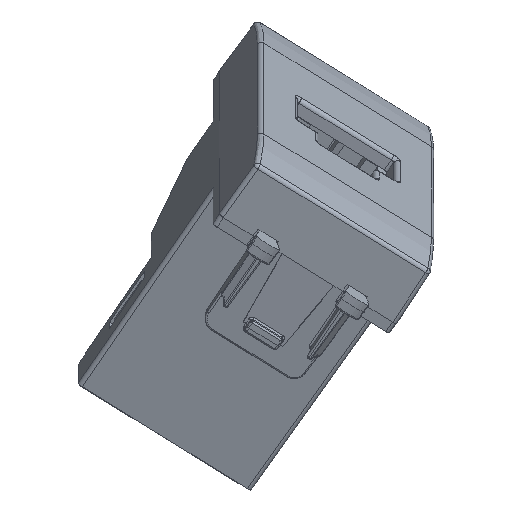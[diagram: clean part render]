
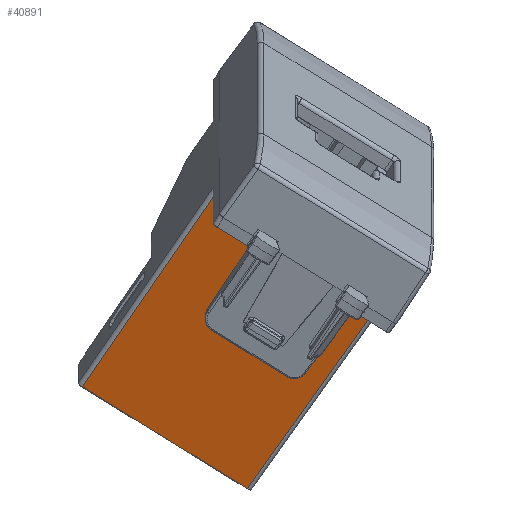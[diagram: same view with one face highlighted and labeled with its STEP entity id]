
A CAD part, front view. The second image highlights one B-rep face of the part: STEP entity #40891.
In plain terms, the highlighted face is planar.
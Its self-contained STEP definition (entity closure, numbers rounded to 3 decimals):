
#39890=CARTESIAN_POINT('Vertex',(11.399,9.54,6.877)) ;
#39896=CARTESIAN_POINT('Control Point',(11.399,9.54,6.877)) ;
#39897=CARTESIAN_POINT('Control Point',(11.359,9.6,0.)) ;
#39898=CARTESIAN_POINT('Vertex',(11.359,9.6,0.)) ;
#39935=CARTESIAN_POINT('Vertex',(11.4,9.34,7.075)) ;
#39939=CARTESIAN_POINT('Control Point',(11.4,9.34,7.075)) ;
#39940=CARTESIAN_POINT('Control Point',(11.4,9.418,7.075)) ;
#39941=CARTESIAN_POINT('Control Point',(11.4,9.497,7.034)) ;
#39942=CARTESIAN_POINT('Control Point',(11.399,9.539,6.955)) ;
#39943=CARTESIAN_POINT('Control Point',(11.399,9.54,6.877)) ;
#40472=CARTESIAN_POINT('Vertex',(11.359,-9.6,0.)) ;
#40476=CARTESIAN_POINT('Control Point',(11.399,-9.54,6.877)) ;
#40477=CARTESIAN_POINT('Control Point',(11.359,-9.6,0.)) ;
#40478=CARTESIAN_POINT('Vertex',(11.399,-9.54,6.877)) ;
#40506=CARTESIAN_POINT('Control Point',(11.4,-9.34,7.075)) ;
#40507=CARTESIAN_POINT('Control Point',(11.4,-9.418,7.075)) ;
#40508=CARTESIAN_POINT('Control Point',(11.4,-9.497,7.034)) ;
#40509=CARTESIAN_POINT('Control Point',(11.399,-9.539,6.955)) ;
#40510=CARTESIAN_POINT('Control Point',(11.399,-9.54,6.877)) ;
#40511=CARTESIAN_POINT('Vertex',(11.4,-9.34,7.075)) ;
#40592=CARTESIAN_POINT('Line Origine',(11.4,0.,7.075)) ;
#40811=CARTESIAN_POINT('Line Origine',(11.301,-10.526,-10.024)) ;
#40815=CARTESIAN_POINT('Vertex',(11.359,-10.614,0.)) ;
#40817=CARTESIAN_POINT('Vertex',(11.207,-10.386,-26.125)) ;
#40850=CARTESIAN_POINT('Axis2P3D Location',(11.4,0.,7.075)) ;
#40855=CARTESIAN_POINT('Line Origine',(11.283,10.5,-13.063)) ;
#40859=CARTESIAN_POINT('Vertex',(11.359,10.614,0.)) ;
#40861=CARTESIAN_POINT('Vertex',(11.207,10.386,-26.125)) ;
#40864=CARTESIAN_POINT('Line Origine',(11.359,10.107,0.)) ;
#40869=CARTESIAN_POINT('Line Origine',(11.359,-10.107,0.)) ;
#40874=CARTESIAN_POINT('Line Origine',(11.207,0.,-26.125)) ;
#40593=DIRECTION('Vector Direction',(0.,1.,0.)) ;
#40812=DIRECTION('Vector Direction',(-0.006,0.009,-1.)) ;
#40851=DIRECTION('Axis2P3D Direction',(1.,0.,-0.006)) ;
#40852=DIRECTION('Axis2P3D XDirection',(-0.006,0.,-1.)) ;
#40856=DIRECTION('Vector Direction',(-0.006,-0.009,-1.)) ;
#40865=DIRECTION('Vector Direction',(0.,-1.,0.)) ;
#40870=DIRECTION('Vector Direction',(0.,1.,0.)) ;
#40875=DIRECTION('Vector Direction',(0.,-1.,0.)) ;
#40853=AXIS2_PLACEMENT_3D('Plane Axis2P3D',#40850,#40851,#40852) ;
#40880=ORIENTED_EDGE('',*,*,#40863,.F.) ;
#40881=ORIENTED_EDGE('',*,*,#40868,.T.) ;
#40882=ORIENTED_EDGE('',*,*,#39900,.F.) ;
#40883=ORIENTED_EDGE('',*,*,#39944,.T.) ;
#40884=ORIENTED_EDGE('',*,*,#40596,.F.) ;
#40885=ORIENTED_EDGE('',*,*,#40513,.T.) ;
#40886=ORIENTED_EDGE('',*,*,#40480,.T.) ;
#40887=ORIENTED_EDGE('',*,*,#40873,.F.) ;
#40888=ORIENTED_EDGE('',*,*,#40819,.T.) ;
#40889=ORIENTED_EDGE('',*,*,#40878,.F.) ;
#40594=VECTOR('Line Direction',#40593,1.) ;
#40813=VECTOR('Line Direction',#40812,1.) ;
#40857=VECTOR('Line Direction',#40856,1.) ;
#40866=VECTOR('Line Direction',#40865,1.) ;
#40871=VECTOR('Line Direction',#40870,1.) ;
#40876=VECTOR('Line Direction',#40875,1.) ;
#40891=ADVANCED_FACE('PartBody',(#40890),#40854,.T.) ;
#39895=B_SPLINE_CURVE_WITH_KNOTS('',1,(#39896,#39897),.UNSPECIFIED.,.F.,.U.,(2,2),(-3.339,3.538),.UNSPECIFIED.) ;
#39938=B_SPLINE_CURVE_WITH_KNOTS('',4,(#39939,#39940,#39941,#39942,#39943),.UNSPECIFIED.,.F.,.U.,(5,5),(0.,0.441),.UNSPECIFIED.) ;
#40475=B_SPLINE_CURVE_WITH_KNOTS('',1,(#40476,#40477),.UNSPECIFIED.,.F.,.U.,(2,2),(-3.339,3.538),.UNSPECIFIED.) ;
#40505=B_SPLINE_CURVE_WITH_KNOTS('',4,(#40506,#40507,#40508,#40509,#40510),.UNSPECIFIED.,.F.,.U.,(5,5),(0.,0.441),.UNSPECIFIED.) ;
#39900=EDGE_CURVE('',#39891,#39899,#39895,.T.) ;
#39944=EDGE_CURVE('',#39891,#39936,#39938,.F.) ;
#40480=EDGE_CURVE('',#40479,#40473,#40475,.T.) ;
#40513=EDGE_CURVE('',#40512,#40479,#40505,.T.) ;
#40596=EDGE_CURVE('',#40512,#39936,#40595,.T.) ;
#40819=EDGE_CURVE('',#40816,#40818,#40814,.T.) ;
#40863=EDGE_CURVE('',#40860,#40862,#40858,.T.) ;
#40868=EDGE_CURVE('',#40860,#39899,#40867,.T.) ;
#40873=EDGE_CURVE('',#40816,#40473,#40872,.T.) ;
#40878=EDGE_CURVE('',#40862,#40818,#40877,.T.) ;
#40879=EDGE_LOOP('',(#40880,#40881,#40882,#40883,#40884,#40885,#40886,#40887,#40888,#40889)) ;
#40890=FACE_OUTER_BOUND('',#40879,.T.) ;
#40595=LINE('Line',#40592,#40594) ;
#40814=LINE('Line',#40811,#40813) ;
#40858=LINE('Line',#40855,#40857) ;
#40867=LINE('Line',#40864,#40866) ;
#40872=LINE('Line',#40869,#40871) ;
#40877=LINE('Line',#40874,#40876) ;
#40854=PLANE('',#40853) ;
#39891=VERTEX_POINT('',#39890) ;
#39899=VERTEX_POINT('',#39898) ;
#39936=VERTEX_POINT('',#39935) ;
#40473=VERTEX_POINT('',#40472) ;
#40479=VERTEX_POINT('',#40478) ;
#40512=VERTEX_POINT('',#40511) ;
#40816=VERTEX_POINT('',#40815) ;
#40818=VERTEX_POINT('',#40817) ;
#40860=VERTEX_POINT('',#40859) ;
#40862=VERTEX_POINT('',#40861) ;
